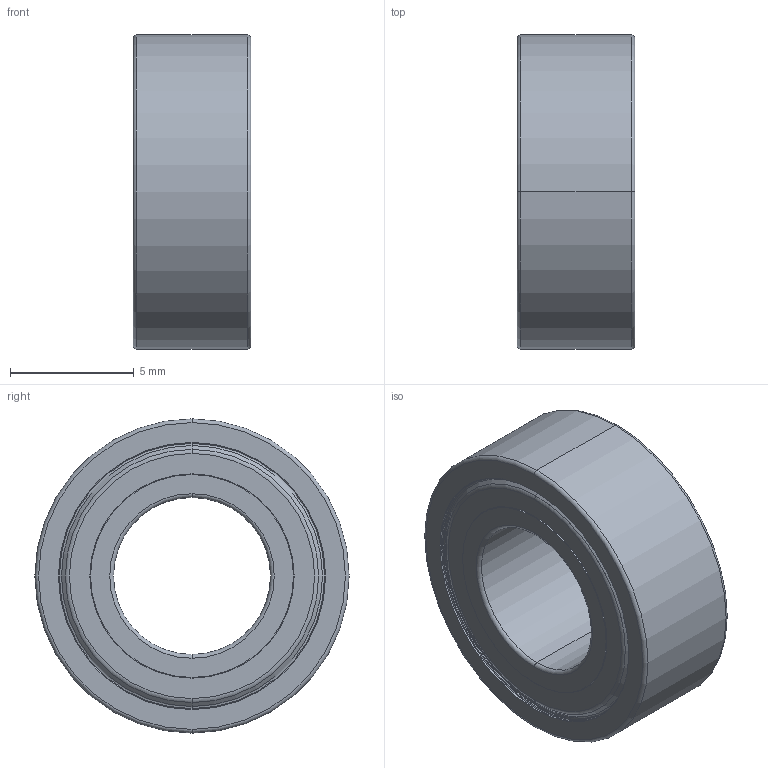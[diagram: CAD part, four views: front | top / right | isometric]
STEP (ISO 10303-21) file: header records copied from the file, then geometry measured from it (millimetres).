
FILE_DESCRIPTION((''),'2;1');
FILE_NAME('R188_OPEN_-_EA022_SW0001','2025-12-19T17:05:34',('qinghui.yi'),(''),'CREO PARAMETRIC BY PTC INC, 2019164','CREO PARAMETRIC BY PTC INC, 2019164','');
FILE_SCHEMA(('CONFIG_CONTROL_DESIGN','SHAPE_APPEARANCE_LAYERS_GROUPS'));
Length unit declared in the file: millimetre
Products named in the file (1): R188_OPEN_-_EA022_SW0001
Bounding box: 4.76 x 12.7 x 12.7 mm (x, y, z)
Volume: 283.3 mm3; surface area: 861.8 mm2
Topology: 2 solids, 2 shells, 88 faces, 178 edges, 104 vertices
Faces by surface type: torus 34, cylinder 24, cone 16, plane 14
Entity records: 2575 total; most frequent: DIRECTION 492, CARTESIAN_POINT 370, ORIENTED_EDGE 356, AXIS2_PLACEMENT_3D 226, COLOUR_RGB 196, EDGE_CURVE 178, CIRCLE 138, VERTEX_POINT 104
